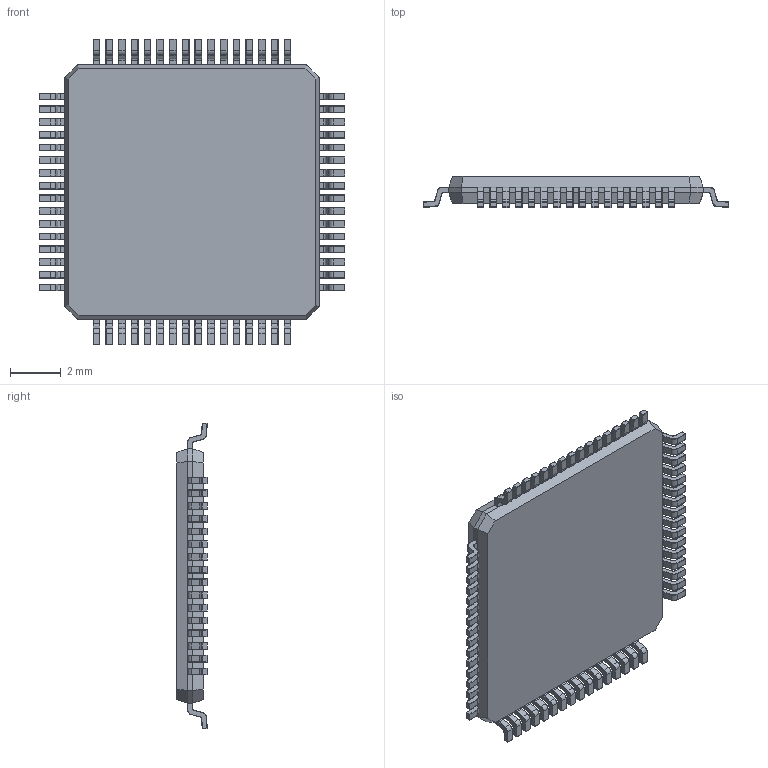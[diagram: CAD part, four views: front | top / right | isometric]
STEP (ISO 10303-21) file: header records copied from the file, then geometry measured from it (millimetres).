
FILE_DESCRIPTION (( 'STEP AP214' ), '1' );
FILE_NAME ('User Library-TQFP64_Grid_0.5.STEP', '2014-12-21T21:32:39', ( 'Windows User' ), ( '' ), 'SwSTEP 2.0', 'SolidWorks 2015', '' );
FILE_SCHEMA (( 'AUTOMOTIVE_DESIGN' ));
Length unit declared in the file: centimetre
Products named in the file (3): User Library-TQFP64_Grid_0.5; User Library-TQFP64_Grid_0.5_TQFP_PIN_2; User Library-TQFP64_Grid_0.5_TQFP64_Koerper_2
Assembly tree (65 placements, depth 2):
  User Library-TQFP64_Grid_0.5
    User Library-TQFP64_Grid_0.5_TQFP64_Koerper_2
    User Library-TQFP64_Grid_0.5_TQFP_PIN_2  x64
Bounding box: 12 x 1.2 x 12 mm (x, y, z)
Volume: 108.5 mm3; surface area: 346.5 mm2
Topology: 65 solids, 65 shells, 3226 faces, 7224 edges, 3616 vertices
Faces by surface type: cylinder 1536, bspline 1024, plane 666
Entity records: 3590 total; most frequent: CARTESIAN_POINT 656, DIRECTION 456, ORIENTED_EDGE 320, AXIS2_PLACEMENT_3D 176, EDGE_CURVE 160, VECTOR 104, LINE 104, VERTEX_POINT 88
